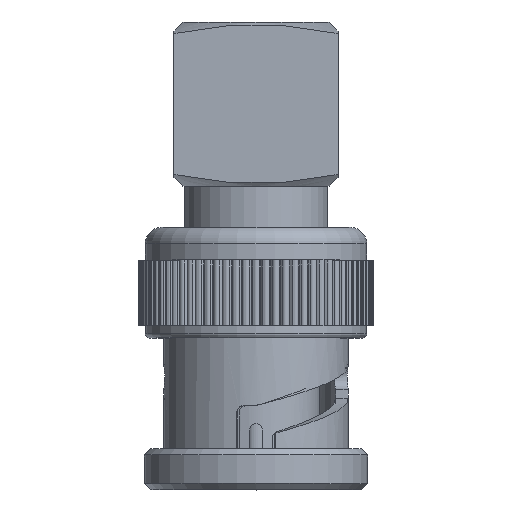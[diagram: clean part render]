
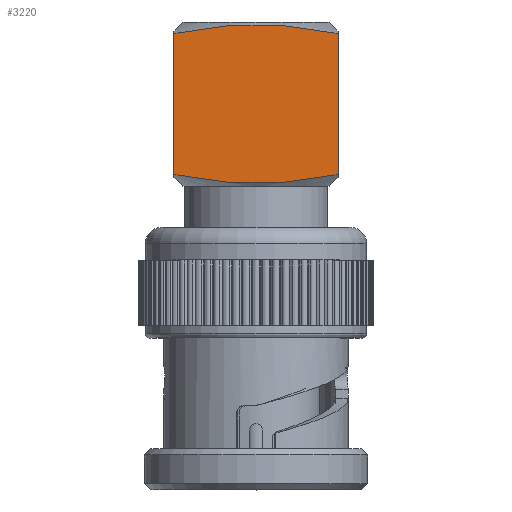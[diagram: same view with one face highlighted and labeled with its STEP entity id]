
A CAD part, top view. The second image highlights one B-rep face of the part: STEP entity #3220.
In plain terms, the highlighted face is planar.
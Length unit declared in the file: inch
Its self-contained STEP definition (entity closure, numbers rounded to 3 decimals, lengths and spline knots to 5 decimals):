
#4 = CARTESIAN_POINT ( 'NONE',  ( -0.03366, -0.2, -0.74622 ) ) ;
#502 = CARTESIAN_POINT ( 'NONE',  ( 0.2, -0.2, -1.14031 ) ) ;
#3030 = FACE_OUTER_BOUND ( 'NONE', #45593, .T. ) ;
#3220 = ADVANCED_FACE ( 'NONE', ( #3030 ), #17589, .F. ) ;
#8221 = B_SPLINE_CURVE_WITH_KNOTS ( 'NONE', 3,
 ( #36047, #129248, #92291, #68431, #103872, #150792, #35297, #127728, #93826, #33771 ),
 .UNSPECIFIED., .F., .F.,
 ( 4, 2, 2, 2, 4 ),
 ( 0.0054, 0.00796, 0.01053, 0.01309, 0.01566 ),
 .UNSPECIFIED. ) ;
#17589 = PLANE ( 'NONE',  #66562 ) ;
#18652 = VERTEX_POINT ( 'NONE', #106207 ) ;
#19668 = VERTEX_POINT ( 'NONE', #110416 ) ;
#23272 = B_SPLINE_CURVE_WITH_KNOTS ( 'NONE', 3,
 ( #68512, #56998, #150871, #58508, #105465, #4, #151624, #81593, #33851, #80819 ),
 .UNSPECIFIED., .F., .F.,
 ( 4, 2, 2, 2, 4 ),
 ( 0.01764, 0.0202, 0.02276, 0.02532, 0.02788 ),
 .UNSPECIFIED. ) ;
#23850 = VECTOR ( 'NONE', #151002, 39.37008 ) ;
#24005 = ORIENTED_EDGE ( 'NONE', *, *, #51733, .T. ) ;
#29160 = DIRECTION ( 'NONE',  ( 0., 0., 1. ) ) ;
#33771 = CARTESIAN_POINT ( 'NONE',  ( 0.2, -0.2, -1.11222 ) ) ;
#33851 = CARTESIAN_POINT ( 'NONE',  ( -0.16691, -0.2, -0.76214 ) ) ;
#35297 = CARTESIAN_POINT ( 'NONE',  ( 0.06666, -0.2, -1.1321 ) ) ;
#36047 = CARTESIAN_POINT ( 'NONE',  ( -0.2, -0.2, -1.11222 ) ) ;
#37693 = DIRECTION ( 'NONE',  ( 0., 1., 0. ) ) ;
#45593 = EDGE_LOOP ( 'NONE', ( #143926, #119068, #77861, #24005 ) ) ;
#46102 = EDGE_CURVE ( 'NONE', #18652, #111905, #70548, .T. ) ;
#51733 = EDGE_CURVE ( 'NONE', #19668, #18652, #8221, .T. ) ;
#56998 = CARTESIAN_POINT ( 'NONE',  ( 0.16696, -0.2, -0.76215 ) ) ;
#58508 = CARTESIAN_POINT ( 'NONE',  ( 0.06666, -0.2, -0.74853 ) ) ;
#66562 = AXIS2_PLACEMENT_3D ( 'NONE', #85391, #37693, #29160 ) ;
#68431 = CARTESIAN_POINT ( 'NONE',  ( -0.06701, -0.2, -1.13206 ) ) ;
#68512 = CARTESIAN_POINT ( 'NONE',  ( 0.2, -0.2, -0.76841 ) ) ;
#70548 = LINE ( 'NONE', #502, #77128 ) ;
#73544 = VERTEX_POINT ( 'NONE', #112992 ) ;
#77128 = VECTOR ( 'NONE', #94414, 39.37008 ) ;
#77861 = ORIENTED_EDGE ( 'NONE', *, *, #137189, .F. ) ;
#78275 = EDGE_CURVE ( 'NONE', #111905, #73544, #23272, .T. ) ;
#80819 = CARTESIAN_POINT ( 'NONE',  ( -0.2, -0.2, -0.76841 ) ) ;
#81593 = CARTESIAN_POINT ( 'NONE',  ( -0.13361, -0.2, -0.75657 ) ) ;
#85391 = CARTESIAN_POINT ( 'NONE',  ( 0.2, -0.2, -1.14031 ) ) ;
#89490 = LINE ( 'NONE', #101802, #23850 ) ;
#92291 = CARTESIAN_POINT ( 'NONE',  ( -0.13361, -0.2, -1.12406 ) ) ;
#93826 = CARTESIAN_POINT ( 'NONE',  ( 0.16696, -0.2, -1.11848 ) ) ;
#94414 = DIRECTION ( 'NONE',  ( 0., 0., 1. ) ) ;
#101802 = CARTESIAN_POINT ( 'NONE',  ( -0.2, -0.2, -1.14031 ) ) ;
#103709 = CARTESIAN_POINT ( 'NONE',  ( 0.2, -0.2, -0.76841 ) ) ;
#103872 = CARTESIAN_POINT ( 'NONE',  ( -0.03366, -0.2, -1.13441 ) ) ;
#105465 = CARTESIAN_POINT ( 'NONE',  ( 0.03317, -0.2, -0.7462 ) ) ;
#106207 = CARTESIAN_POINT ( 'NONE',  ( 0.2, -0.2, -1.11222 ) ) ;
#110416 = CARTESIAN_POINT ( 'NONE',  ( -0.2, -0.2, -1.11222 ) ) ;
#111905 = VERTEX_POINT ( 'NONE', #103709 ) ;
#112992 = CARTESIAN_POINT ( 'NONE',  ( -0.2, -0.2, -0.76841 ) ) ;
#119068 = ORIENTED_EDGE ( 'NONE', *, *, #78275, .T. ) ;
#127728 = CARTESIAN_POINT ( 'NONE',  ( 0.13372, -0.2, -1.12405 ) ) ;
#129248 = CARTESIAN_POINT ( 'NONE',  ( -0.16691, -0.2, -1.11849 ) ) ;
#137189 = EDGE_CURVE ( 'NONE', #19668, #73544, #89490, .T. ) ;
#143926 = ORIENTED_EDGE ( 'NONE', *, *, #46102, .T. ) ;
#150792 = CARTESIAN_POINT ( 'NONE',  ( 0.03317, -0.2, -1.13443 ) ) ;
#150871 = CARTESIAN_POINT ( 'NONE',  ( 0.13372, -0.2, -0.75658 ) ) ;
#151002 = DIRECTION ( 'NONE',  ( 0., 0., 1. ) ) ;
#151624 = CARTESIAN_POINT ( 'NONE',  ( -0.06701, -0.2, -0.74857 ) ) ;
